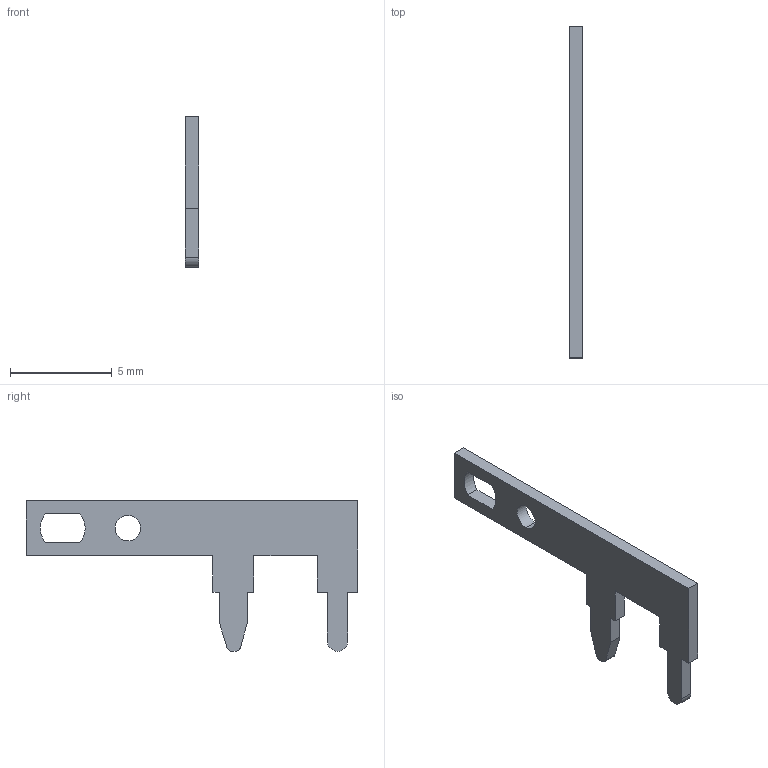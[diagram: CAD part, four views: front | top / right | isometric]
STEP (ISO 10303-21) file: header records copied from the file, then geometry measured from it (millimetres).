
FILE_DESCRIPTION (( 'STEP AP214' ), '1' );
FILE_NAME ('User Library-Keystone 1045.STEP', '2018-03-09T15:40:14', ( '' ), ( '' ), 'SwSTEP 2.0', 'SolidWorks 2018', '' );
FILE_SCHEMA (( 'AUTOMOTIVE_DESIGN' ));
Length unit declared in the file: millimetre
Products named in the file (1): User Library-Keystone 1045
Bounding box: 0.64 x 16.3 x 7.4 mm (x, y, z)
Volume: 34.1 mm3; surface area: 148.8 mm2
Topology: 1 solids, 1 shells, 31 faces, 87 edges, 58 vertices
Faces by surface type: plane 24, cylinder 7
Entity records: 1037 total; most frequent: CARTESIAN_POINT 177, ORIENTED_EDGE 174, DIRECTION 165, EDGE_CURVE 87, LINE 73, VECTOR 73, VERTEX_POINT 58, AXIS2_PLACEMENT_3D 46
